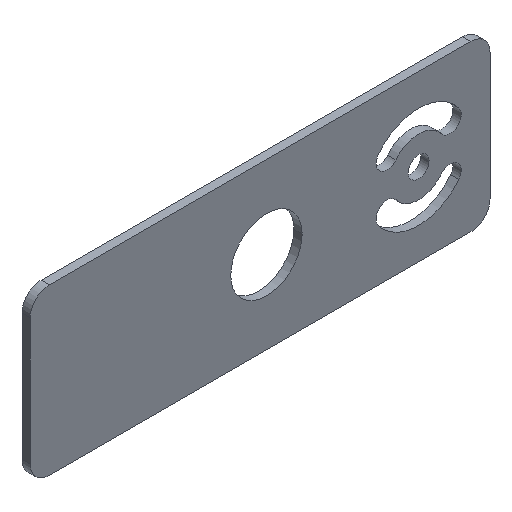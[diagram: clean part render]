
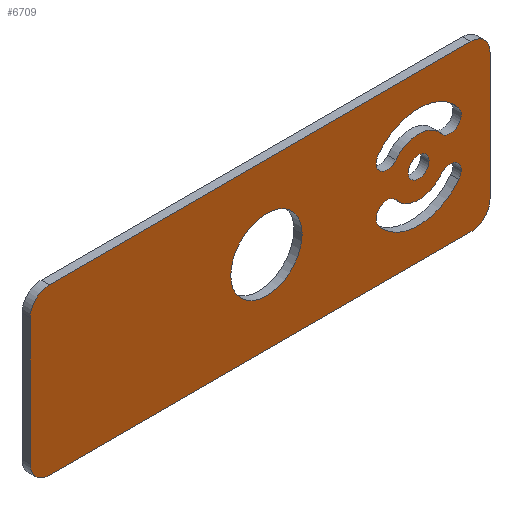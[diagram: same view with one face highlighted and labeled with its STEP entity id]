
A CAD part, isometric view. The second image highlights one B-rep face of the part: STEP entity #6709.
In plain terms, the highlighted planar face has unit normal (0, -1, 0).
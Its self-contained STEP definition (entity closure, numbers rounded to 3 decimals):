
#1482=CARTESIAN_POINT('',(64.5,-2.6,20.));
#1483=DIRECTION('',(0.,1.,0.));
#1484=DIRECTION('',(0.,0.,1.));
#1485=AXIS2_PLACEMENT_3D('',#1482,#1483,#1484);
#1487=DIRECTION('',(0.,0.,-1.));
#1488=VECTOR('',#1487,40.);
#1489=CARTESIAN_POINT('',(70.5,-2.6,20.));
#1490=LINE('',#1489,#1488);
#1491=CARTESIAN_POINT('',(64.5,-2.6,-20.));
#1492=DIRECTION('',(0.,1.,0.));
#1493=DIRECTION('',(1.,0.,0.));
#1494=AXIS2_PLACEMENT_3D('',#1491,#1492,#1493);
#1496=DIRECTION('',(-1.,0.,0.));
#1497=VECTOR('',#1496,133.);
#1498=CARTESIAN_POINT('',(64.5,-2.6,-26.));
#1499=LINE('',#1498,#1497);
#1500=CARTESIAN_POINT('',(-68.5,-2.6,-20.));
#1501=DIRECTION('',(0.,1.,0.));
#1502=DIRECTION('',(0.,0.,-1.));
#1503=AXIS2_PLACEMENT_3D('',#1500,#1501,#1502);
#1505=DIRECTION('',(0.,0.,1.));
#1506=VECTOR('',#1505,40.);
#1507=CARTESIAN_POINT('',(-74.5,-2.6,-20.));
#1508=LINE('',#1507,#1506);
#1509=CARTESIAN_POINT('',(-68.5,-2.6,20.));
#1510=DIRECTION('',(0.,1.,0.));
#1511=DIRECTION('',(-1.,0.,0.));
#1512=AXIS2_PLACEMENT_3D('',#1509,#1510,#1511);
#1514=DIRECTION('',(1.,0.,0.));
#1515=VECTOR('',#1514,133.);
#1516=CARTESIAN_POINT('',(-68.5,-2.6,26.));
#1517=LINE('',#1516,#1515);
#1518=CARTESIAN_POINT('',(0.,-2.6,0.));
#1519=DIRECTION('',(0.,1.,0.));
#1520=DIRECTION('',(-1.,0.,0.));
#1521=AXIS2_PLACEMENT_3D('',#1518,#1519,#1520);
#1523=CARTESIAN_POINT('',(0.,-2.6,0.));
#1524=DIRECTION('',(0.,1.,0.));
#1525=DIRECTION('',(1.,0.,0.));
#1526=AXIS2_PLACEMENT_3D('',#1523,#1524,#1525);
#1528=CARTESIAN_POINT('',(48.,-2.6,0.));
#1529=DIRECTION('',(0.,1.,0.));
#1530=DIRECTION('',(0.793,0.,-0.609));
#1531=AXIS2_PLACEMENT_3D('',#1528,#1529,#1530);
#1533=CARTESIAN_POINT('',(38.083,-2.6,-7.61));
#1534=DIRECTION('',(0.,1.,0.));
#1535=DIRECTION('',(-0.793,0.,-0.609));
#1536=AXIS2_PLACEMENT_3D('',#1533,#1534,#1535);
#1538=CARTESIAN_POINT('',(48.,-2.6,0.));
#1539=DIRECTION('',(0.,1.,0.));
#1540=DIRECTION('',(0.793,0.,-0.609));
#1541=AXIS2_PLACEMENT_3D('',#1538,#1539,#1540);
#1543=CARTESIAN_POINT('',(57.917,-2.6,-7.61));
#1544=DIRECTION('',(0.,1.,0.));
#1545=DIRECTION('',(-0.793,0.,0.609));
#1546=AXIS2_PLACEMENT_3D('',#1543,#1544,#1545);
#1548=CARTESIAN_POINT('',(48.,-2.6,0.));
#1549=DIRECTION('',(0.,1.,0.));
#1550=DIRECTION('',(-0.793,0.,0.609));
#1551=AXIS2_PLACEMENT_3D('',#1548,#1549,#1550);
#1553=CARTESIAN_POINT('',(57.917,-2.6,7.61));
#1554=DIRECTION('',(0.,1.,0.));
#1555=DIRECTION('',(0.793,0.,0.609));
#1556=AXIS2_PLACEMENT_3D('',#1553,#1554,#1555);
#1558=CARTESIAN_POINT('',(48.,-2.6,0.));
#1559=DIRECTION('',(0.,1.,0.));
#1560=DIRECTION('',(-0.793,0.,0.609));
#1561=AXIS2_PLACEMENT_3D('',#1558,#1559,#1560);
#1563=CARTESIAN_POINT('',(38.083,-2.6,7.61));
#1564=DIRECTION('',(0.,1.,0.));
#1565=DIRECTION('',(0.793,0.,-0.609));
#1566=AXIS2_PLACEMENT_3D('',#1563,#1564,#1565);
#1568=CARTESIAN_POINT('',(48.,-2.6,0.));
#1569=DIRECTION('',(0.,1.,0.));
#1570=DIRECTION('',(-1.,0.,0.));
#1571=AXIS2_PLACEMENT_3D('',#1568,#1569,#1570);
#1573=CARTESIAN_POINT('',(48.,-2.6,0.));
#1574=DIRECTION('',(0.,1.,0.));
#1575=DIRECTION('',(1.,0.,0.));
#1576=AXIS2_PLACEMENT_3D('',#1573,#1574,#1575);
#4346=CARTESIAN_POINT('',(64.5,-2.6,26.));
#4347=CARTESIAN_POINT('',(70.5,-2.6,20.));
#4348=VERTEX_POINT('',#4346);
#4349=VERTEX_POINT('',#4347);
#4350=CARTESIAN_POINT('',(70.5,-2.6,-20.));
#4351=VERTEX_POINT('',#4350);
#4352=CARTESIAN_POINT('',(64.5,-2.6,-26.));
#4353=VERTEX_POINT('',#4352);
#4354=CARTESIAN_POINT('',(-68.5,-2.6,-26.));
#4355=VERTEX_POINT('',#4354);
#4356=CARTESIAN_POINT('',(-74.5,-2.6,-20.));
#4357=VERTEX_POINT('',#4356);
#4358=CARTESIAN_POINT('',(-74.5,-2.6,20.));
#4359=VERTEX_POINT('',#4358);
#4360=CARTESIAN_POINT('',(-68.5,-2.6,26.));
#4361=VERTEX_POINT('',#4360);
#4366=CARTESIAN_POINT('',(-11.25,-2.6,0.));
#4367=CARTESIAN_POINT('',(11.25,-2.6,0.));
#4368=VERTEX_POINT('',#4366);
#4369=VERTEX_POINT('',#4367);
#4390=CARTESIAN_POINT('',(44.735,-2.6,0.));
#4391=CARTESIAN_POINT('',(51.265,-2.6,0.));
#4392=VERTEX_POINT('',#4390);
#4393=VERTEX_POINT('',#4391);
#4394=CARTESIAN_POINT('',(40.86,-2.6,5.479));
#4395=CARTESIAN_POINT('',(55.14,-2.6,5.479));
#4396=VERTEX_POINT('',#4394);
#4397=VERTEX_POINT('',#4395);
#4398=CARTESIAN_POINT('',(60.694,-2.6,9.74));
#4399=VERTEX_POINT('',#4398);
#4400=CARTESIAN_POINT('',(35.306,-2.6,9.74));
#4401=VERTEX_POINT('',#4400);
#4402=CARTESIAN_POINT('',(55.14,-2.6,-5.479));
#4403=CARTESIAN_POINT('',(40.86,-2.6,-5.479));
#4404=VERTEX_POINT('',#4402);
#4405=VERTEX_POINT('',#4403);
#4406=CARTESIAN_POINT('',(35.306,-2.6,-9.74));
#4407=VERTEX_POINT('',#4406);
#4408=CARTESIAN_POINT('',(60.694,-2.6,-9.74));
#4409=VERTEX_POINT('',#4408);
#6662=CARTESIAN_POINT('',(0.,-2.6,0.));
#6663=DIRECTION('',(0.,1.,0.));
#6664=DIRECTION('',(-1.,0.,0.));
#6665=AXIS2_PLACEMENT_3D('',#6662,#6663,#6664);
#6666=PLANE('',#6665);
#6667=ORIENTED_EDGE('',*,*,#6558,.T.);
#6668=ORIENTED_EDGE('',*,*,#6573,.T.);
#6669=ORIENTED_EDGE('',*,*,#6587,.T.);
#6670=ORIENTED_EDGE('',*,*,#6601,.T.);
#6671=ORIENTED_EDGE('',*,*,#6615,.T.);
#6672=ORIENTED_EDGE('',*,*,#6629,.T.);
#6673=ORIENTED_EDGE('',*,*,#6643,.T.);
#6674=ORIENTED_EDGE('',*,*,#6656,.T.);
#6675=EDGE_LOOP('',(#6667,#6668,#6669,#6670,#6671,#6672,#6673,#6674));
#6676=FACE_OUTER_BOUND('',#6675,.F.);
#6678=ORIENTED_EDGE('',*,*,#6677,.F.);
#6680=ORIENTED_EDGE('',*,*,#6679,.F.);
#6681=EDGE_LOOP('',(#6678,#6680));
#6682=FACE_BOUND('',#6681,.F.);
#6684=ORIENTED_EDGE('',*,*,#6683,.T.);
#6686=ORIENTED_EDGE('',*,*,#6685,.F.);
#6688=ORIENTED_EDGE('',*,*,#6687,.F.);
#6690=ORIENTED_EDGE('',*,*,#6689,.F.);
#6691=EDGE_LOOP('',(#6684,#6686,#6688,#6690));
#6692=FACE_BOUND('',#6691,.F.);
#6694=ORIENTED_EDGE('',*,*,#6693,.T.);
#6696=ORIENTED_EDGE('',*,*,#6695,.F.);
#6698=ORIENTED_EDGE('',*,*,#6697,.F.);
#6700=ORIENTED_EDGE('',*,*,#6699,.F.);
#6701=EDGE_LOOP('',(#6694,#6696,#6698,#6700));
#6702=FACE_BOUND('',#6701,.F.);
#6704=ORIENTED_EDGE('',*,*,#6703,.F.);
#6706=ORIENTED_EDGE('',*,*,#6705,.F.);
#6707=EDGE_LOOP('',(#6704,#6706));
#6708=FACE_BOUND('',#6707,.F.);
#6709=ADVANCED_FACE('',(#6676,#6682,#6692,#6702,#6708),#6666,.F.);
#1486=CIRCLE('',#1485,6.);
#1495=CIRCLE('',#1494,6.);
#1504=CIRCLE('',#1503,6.);
#1513=CIRCLE('',#1512,6.);
#1522=CIRCLE('',#1521,11.25);
#1527=CIRCLE('',#1526,11.25);
#1532=CIRCLE('',#1531,9.);
#1537=CIRCLE('',#1536,3.5);
#1542=CIRCLE('',#1541,16.);
#1547=CIRCLE('',#1546,3.5);
#1552=CIRCLE('',#1551,9.);
#1557=CIRCLE('',#1556,3.5);
#1562=CIRCLE('',#1561,16.);
#1567=CIRCLE('',#1566,3.5);
#1572=CIRCLE('',#1571,3.265);
#1577=CIRCLE('',#1576,3.265);
#6558=EDGE_CURVE('',#4348,#4349,#1486,.T.);
#6573=EDGE_CURVE('',#4349,#4351,#1490,.T.);
#6587=EDGE_CURVE('',#4351,#4353,#1495,.T.);
#6601=EDGE_CURVE('',#4353,#4355,#1499,.T.);
#6615=EDGE_CURVE('',#4355,#4357,#1504,.T.);
#6629=EDGE_CURVE('',#4357,#4359,#1508,.T.);
#6643=EDGE_CURVE('',#4359,#4361,#1513,.T.);
#6656=EDGE_CURVE('',#4361,#4348,#1517,.T.);
#6677=EDGE_CURVE('',#4368,#4369,#1522,.T.);
#6679=EDGE_CURVE('',#4369,#4368,#1527,.T.);
#6683=EDGE_CURVE('',#4404,#4405,#1532,.T.);
#6685=EDGE_CURVE('',#4407,#4405,#1537,.T.);
#6687=EDGE_CURVE('',#4409,#4407,#1542,.T.);
#6689=EDGE_CURVE('',#4404,#4409,#1547,.T.);
#6693=EDGE_CURVE('',#4396,#4397,#1552,.T.);
#6695=EDGE_CURVE('',#4399,#4397,#1557,.T.);
#6697=EDGE_CURVE('',#4401,#4399,#1562,.T.);
#6699=EDGE_CURVE('',#4396,#4401,#1567,.T.);
#6703=EDGE_CURVE('',#4392,#4393,#1572,.T.);
#6705=EDGE_CURVE('',#4393,#4392,#1577,.T.);
